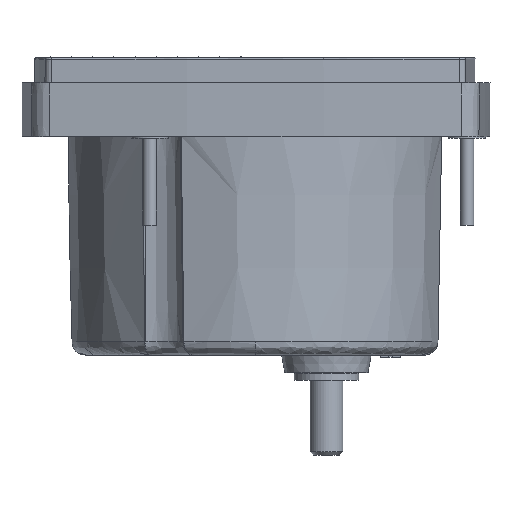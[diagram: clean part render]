
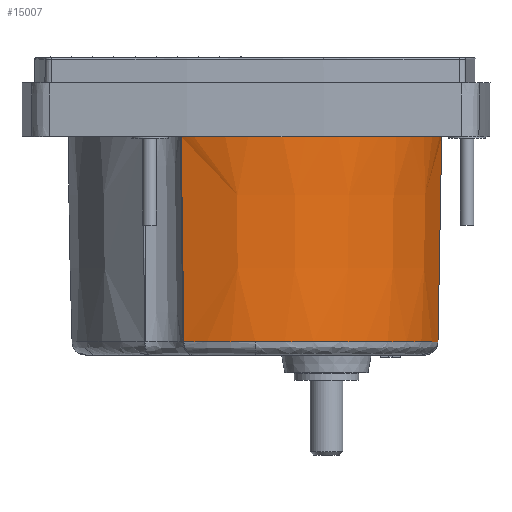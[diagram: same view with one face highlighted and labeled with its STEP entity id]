
A CAD part, left-side view. The second image highlights one B-rep face of the part: STEP entity #15007.
In plain terms, the highlighted conical face has half-angle 1 degrees and reference radius 27.517 mm.
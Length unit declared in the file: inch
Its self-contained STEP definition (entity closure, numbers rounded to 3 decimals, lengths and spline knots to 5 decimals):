
#33 = CARTESIAN_POINT ( 'NONE',  ( 0.57043, -0.209, -0.01575 ) ) ;
#143 = CARTESIAN_POINT ( 'NONE',  ( 0.57043, -0.209, 0.07087 ) ) ;
#307 = CARTESIAN_POINT ( 'NONE',  ( 0.57043, -0.209, 0.07087 ) ) ;
#1182 = ORIENTED_EDGE ( 'NONE', *, *, #4234, .T. ) ;
#1728 = CARTESIAN_POINT ( 'NONE',  ( -0.32659, -0.81649, 0.07087 ) ) ;
#2328 = VERTEX_POINT ( 'NONE', #10714 ) ;
#2998 = CARTESIAN_POINT ( 'NONE',  ( -0.03661, -1.1045, -0.01575 ) ) ;
#3116 = VERTEX_POINT ( 'NONE', #10606 ) ;
#3806 = FACE_OUTER_BOUND ( 'NONE', #9610, .T. ) ;
#4234 = EDGE_CURVE ( 'NONE', #2328, #39120, #30492, .T. ) ;
#4430 = AXIS2_PLACEMENT_3D ( 'NONE', #33, #32946, #44234 ) ;
#4485 = AXIS2_PLACEMENT_3D ( 'NONE', #9910, #46519, #10156 ) ;
#4644 = CARTESIAN_POINT ( 'NONE',  ( 0.43843, -1.26198, -1.19822 ) ) ;
#4969 = CARTESIAN_POINT ( 'NONE',  ( 0.4444, -1.28349, -0.01575 ) ) ;
#4985 = CIRCLE ( 'NONE', #18303, 1.08336 ) ;
#5287 = VERTEX_POINT ( 'NONE', #27922 ) ;
#5418 = B_SPLINE_CURVE_WITH_KNOTS ( 'NONE', 3,
 ( #25808, #6923, #36645, #2998 ),
 .UNSPECIFIED., .F., .F.,
 ( 4, 4 ),
 ( 0., 1. ),
 .UNSPECIFIED. ) ;
#5517 = CARTESIAN_POINT ( 'NONE',  ( -0.41272, 0.20843, -0.80407 ) ) ;
#5544 = ORIENTED_EDGE ( 'NONE', *, *, #33293, .T. ) ;
#5568 = VERTEX_POINT ( 'NONE', #30102 ) ;
#6279 = CIRCLE ( 'NONE', #43123, 1.06121 ) ;
#6726 = VERTEX_POINT ( 'NONE', #4644 ) ;
#6923 = CARTESIAN_POINT ( 'NONE',  ( -0.03677, -1.10505, 0.01575 ) ) ;
#7173 = CARTESIAN_POINT ( 'NONE',  ( -0.45272, 0.14561, 0.04199 ) ) ;
#7677 = EDGE_CURVE ( 'NONE', #6726, #38586, #41282, .T. ) ;
#7921 = CARTESIAN_POINT ( 'NONE',  ( -0.32659, -0.81649, 0.07087 ) ) ;
#8646 = CARTESIAN_POINT ( 'NONE',  ( 0.44235, -1.27632, -0.40991 ) ) ;
#8760 = CARTESIAN_POINT ( 'NONE',  ( -0.03686, -1.10533, 0.0315 ) ) ;
#9410 = CARTESIAN_POINT ( 'NONE',  ( 0.57043, -0.209, -1.19822 ) ) ;
#9610 = EDGE_LOOP ( 'NONE', ( #1182, #33514, #45857, #36177, #5544, #19454, #18035, #20338, #32503, #29676, #25209, #31573, #47307 ) ) ;
#9910 = CARTESIAN_POINT ( 'NONE',  ( 0.57043, -0.209, -0.01575 ) ) ;
#10156 = DIRECTION ( 'NONE',  ( 0., -1., 0. ) ) ;
#10606 = CARTESIAN_POINT ( 'NONE',  ( -0.42312, 0.21909, -0.01575 ) ) ;
#10714 = CARTESIAN_POINT ( 'NONE',  ( -0.45325, 0.14562, 0.07087 ) ) ;
#10932 = B_SPLINE_CURVE_WITH_KNOTS ( 'NONE', 3,
 ( #11612, #30514, #26569, #7921 ),
 .UNSPECIFIED., .F., .F.,
 ( 4, 4 ),
 ( 0., 1. ),
 .UNSPECIFIED. ) ;
#11612 = CARTESIAN_POINT ( 'NONE',  ( -0.32507, -0.81604, -0.01575 ) ) ;
#12180 = CARTESIAN_POINT ( 'NONE',  ( -0.45167, 0.14558, -0.01575 ) ) ;
#12332 = CARTESIAN_POINT ( 'NONE',  ( 0.43843, -1.26198, -1.19822 ) ) ;
#12364 = DIRECTION ( 'NONE',  ( 0., 0., 1. ) ) ;
#13234 = VERTEX_POINT ( 'NONE', #1728 ) ;
#13608 = CARTESIAN_POINT ( 'NONE',  ( -0.42312, 0.21909, -0.01575 ) ) ;
#14505 = EDGE_CURVE ( 'NONE', #38586, #28931, #19643, .T. ) ;
#14683 = DIRECTION ( 'NONE',  ( 0., -1., 0. ) ) ;
#14856 = DIRECTION ( 'NONE',  ( 0., 0., 1. ) ) ;
#15007 = ADVANCED_FACE ( 'NONE', ( #3806 ), #35405, .T. ) ;
#15031 = CARTESIAN_POINT ( 'NONE',  ( -0.45325, 0.14562, 0.07087 ) ) ;
#15279 = DIRECTION ( 'NONE',  ( 0., 0., -1. ) ) ;
#15435 = CARTESIAN_POINT ( 'NONE',  ( 0.36605, -1.27222, 0.0315 ) ) ;
#16805 = CARTESIAN_POINT ( 'NONE',  ( 0.4444, -1.28349, -0.01575 ) ) ;
#18035 = ORIENTED_EDGE ( 'NONE', *, *, #14505, .T. ) ;
#18115 = CIRCLE ( 'NONE', #45562, 1.08268 ) ;
#18303 = AXIS2_PLACEMENT_3D ( 'NONE', #307, #15279, #30256 ) ;
#18462 = DIRECTION ( 'NONE',  ( -1., 0., 0. ) ) ;
#18704 = CARTESIAN_POINT ( 'NONE',  ( -0.45167, 0.14558, -0.01575 ) ) ;
#19454 = ORIENTED_EDGE ( 'NONE', *, *, #7677, .T. ) ;
#19643 = CIRCLE ( 'NONE', #25870, 1.08185 ) ;
#20223 = CARTESIAN_POINT ( 'NONE',  ( -0.49078, -0.209, -1.19822 ) ) ;
#20338 = ORIENTED_EDGE ( 'NONE', *, *, #31740, .F. ) ;
#21096 = EDGE_CURVE ( 'NONE', #44592, #5568, #5418, .T. ) ;
#23277 = CARTESIAN_POINT ( 'NONE',  ( -0.40747, 0.20317, -1.19822 ) ) ;
#23452 = DIRECTION ( 'NONE',  ( 0.009, 0.016, -1. ) ) ;
#23490 = CARTESIAN_POINT ( 'NONE',  ( 0.36646, -1.27145, -0.01575 ) ) ;
#24634 = CARTESIAN_POINT ( 'NONE',  ( -0.41793, 0.21374, -0.40991 ) ) ;
#25209 = ORIENTED_EDGE ( 'NONE', *, *, #35893, .T. ) ;
#25629 = CIRCLE ( 'NONE', #4485, 1.08185 ) ;
#25808 = CARTESIAN_POINT ( 'NONE',  ( -0.03686, -1.10533, 0.0315 ) ) ;
#25870 = AXIS2_PLACEMENT_3D ( 'NONE', #41189, #33596, #14683 ) ;
#26313 = CARTESIAN_POINT ( 'NONE',  ( 0.57043, -0.209, 0.0315 ) ) ;
#26569 = CARTESIAN_POINT ( 'NONE',  ( -0.32608, -0.81634, 0.04199 ) ) ;
#26804 = EDGE_CURVE ( 'NONE', #39120, #3116, #25629, .T. ) ;
#26888 = EDGE_CURVE ( 'NONE', #3116, #35348, #47674, .T. ) ;
#27922 = CARTESIAN_POINT ( 'NONE',  ( -0.32507, -0.81604, -0.01575 ) ) ;
#28346 = AXIS2_PLACEMENT_3D ( 'NONE', #143, #14856, #41636 ) ;
#28470 = VERTEX_POINT ( 'NONE', #20223 ) ;
#28931 = VERTEX_POINT ( 'NONE', #23490 ) ;
#29103 = CARTESIAN_POINT ( 'NONE',  ( 0.57043, -0.209, -1.19822 ) ) ;
#29260 = EDGE_CURVE ( 'NONE', #35348, #28470, #6279, .T. ) ;
#29284 = DIRECTION ( 'NONE',  ( 0., 0., -1. ) ) ;
#29676 = ORIENTED_EDGE ( 'NONE', *, *, #21096, .T. ) ;
#30102 = CARTESIAN_POINT ( 'NONE',  ( -0.03661, -1.1045, -0.01575 ) ) ;
#30256 = DIRECTION ( 'NONE',  ( 0., -1., 0. ) ) ;
#30492 = B_SPLINE_CURVE_WITH_KNOTS ( 'NONE', 3,
 ( #15031, #7173, #40801, #18704 ),
 .UNSPECIFIED., .F., .F.,
 ( 4, 4 ),
 ( 0., 1. ),
 .UNSPECIFIED. ) ;
#30514 = CARTESIAN_POINT ( 'NONE',  ( -0.32557, -0.81619, 0.01312 ) ) ;
#30911 = VECTOR ( 'NONE', #23452, 39.37008 ) ;
#30913 = EDGE_CURVE ( 'NONE', #35310, #44592, #18115, .T. ) ;
#31028 = EDGE_CURVE ( 'NONE', #13234, #2328, #4985, .T. ) ;
#31029 = EDGE_CURVE ( 'NONE', #5287, #13234, #10932, .T. ) ;
#31573 = ORIENTED_EDGE ( 'NONE', *, *, #31029, .T. ) ;
#31687 = AXIS2_PLACEMENT_3D ( 'NONE', #9410, #12364, #42795 ) ;
#31740 = EDGE_CURVE ( 'NONE', #35310, #28931, #42120, .T. ) ;
#32452 = CIRCLE ( 'NONE', #31687, 1.06121 ) ;
#32503 = ORIENTED_EDGE ( 'NONE', *, *, #30913, .T. ) ;
#32946 = DIRECTION ( 'NONE',  ( 0., 0., -1. ) ) ;
#33293 = EDGE_CURVE ( 'NONE', #28470, #6726, #32452, .T. ) ;
#33499 = DIRECTION ( 'NONE',  ( 0., 0., 1. ) ) ;
#33514 = ORIENTED_EDGE ( 'NONE', *, *, #26804, .T. ) ;
#33596 = DIRECTION ( 'NONE',  ( 0., 0., -1. ) ) ;
#35261 = CARTESIAN_POINT ( 'NONE',  ( 0.36605, -1.27222, 0.0315 ) ) ;
#35310 = VERTEX_POINT ( 'NONE', #15435 ) ;
#35348 = VERTEX_POINT ( 'NONE', #23277 ) ;
#35405 = CONICAL_SURFACE ( 'NONE', #28346, 1.08336, 0.017 ) ;
#35893 = EDGE_CURVE ( 'NONE', #5568, #5287, #36567, .T. ) ;
#36177 = ORIENTED_EDGE ( 'NONE', *, *, #29260, .T. ) ;
#36567 = CIRCLE ( 'NONE', #4430, 1.08185 ) ;
#36645 = CARTESIAN_POINT ( 'NONE',  ( -0.03669, -1.10477, 0. ) ) ;
#36948 = DIRECTION ( 'NONE',  ( -1., 0., 0. ) ) ;
#38586 = VERTEX_POINT ( 'NONE', #16805 ) ;
#39120 = VERTEX_POINT ( 'NONE', #12180 ) ;
#40801 = CARTESIAN_POINT ( 'NONE',  ( -0.45219, 0.14559, 0.01312 ) ) ;
#41189 = CARTESIAN_POINT ( 'NONE',  ( 0.57043, -0.209, -0.01575 ) ) ;
#41282 = B_SPLINE_CURVE_WITH_KNOTS ( 'NONE', 3,
 ( #12332, #42277, #8646, #4969 ),
 .UNSPECIFIED., .F., .F.,
 ( 4, 4 ),
 ( 0., 1. ),
 .UNSPECIFIED. ) ;
#41636 = DIRECTION ( 'NONE',  ( 0., -1., 0. ) ) ;
#42120 = LINE ( 'NONE', #35261, #30911 ) ;
#42277 = CARTESIAN_POINT ( 'NONE',  ( 0.44037, -1.26915, -0.80407 ) ) ;
#42795 = DIRECTION ( 'NONE',  ( -1., 0., 0. ) ) ;
#43123 = AXIS2_PLACEMENT_3D ( 'NONE', #29103, #33499, #36948 ) ;
#44234 = DIRECTION ( 'NONE',  ( 0., -1., 0. ) ) ;
#44592 = VERTEX_POINT ( 'NONE', #8760 ) ;
#45562 = AXIS2_PLACEMENT_3D ( 'NONE', #26313, #29284, #18462 ) ;
#45857 = ORIENTED_EDGE ( 'NONE', *, *, #26888, .T. ) ;
#46519 = DIRECTION ( 'NONE',  ( 0., 0., -1. ) ) ;
#47307 = ORIENTED_EDGE ( 'NONE', *, *, #31028, .T. ) ;
#47465 = CARTESIAN_POINT ( 'NONE',  ( -0.40747, 0.20317, -1.19822 ) ) ;
#47674 = B_SPLINE_CURVE_WITH_KNOTS ( 'NONE', 3,
 ( #13608, #24634, #5517, #47465 ),
 .UNSPECIFIED., .F., .F.,
 ( 4, 4 ),
 ( 0., 1. ),
 .UNSPECIFIED. ) ;
